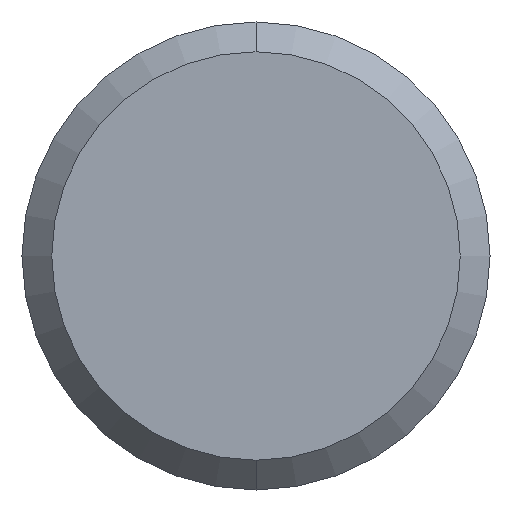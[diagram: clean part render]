
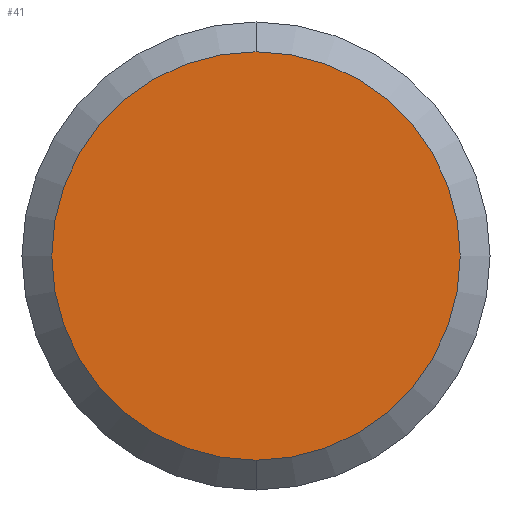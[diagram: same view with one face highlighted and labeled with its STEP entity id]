
A CAD part, front view. The second image highlights one B-rep face of the part: STEP entity #41.
In plain terms, the highlighted planar face has unit normal (0, -1, 0).
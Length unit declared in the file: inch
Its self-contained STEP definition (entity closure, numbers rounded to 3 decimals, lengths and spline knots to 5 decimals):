
#9 = DIRECTION ( 'NONE',  ( 0., 0., 1. ) ) ;
#10 = CIRCLE ( 'NONE', #216, 0.13733 ) ;
#37 = CIRCLE ( 'NONE', #120, 0.13733 ) ;
#39 = PLANE ( 'NONE',  #209 ) ;
#40 = DIRECTION ( 'NONE',  ( 0., 0., 1. ) ) ;
#41 = ADVANCED_FACE ( 'NONE', ( #177 ), #39, .F. ) ;
#59 = EDGE_CURVE ( 'NONE', #240, #129, #10, .T. ) ;
#92 = CARTESIAN_POINT ( 'NONE',  ( 0., 0., 0. ) ) ;
#99 = EDGE_LOOP ( 'NONE', ( #229, #207 ) ) ;
#101 = DIRECTION ( 'NONE',  ( 0., -1., 0. ) ) ;
#110 = DIRECTION ( 'NONE',  ( 0., 0., 1. ) ) ;
#120 = AXIS2_PLACEMENT_3D ( 'NONE', #170, #231, #110 ) ;
#127 = CARTESIAN_POINT ( 'NONE',  ( 0., 0., -0.13733 ) ) ;
#129 = VERTEX_POINT ( 'NONE', #127 ) ;
#170 = CARTESIAN_POINT ( 'NONE',  ( 0., 0., 0. ) ) ;
#176 = DIRECTION ( 'NONE',  ( 0., 1., 0. ) ) ;
#177 = FACE_OUTER_BOUND ( 'NONE', #99, .T. ) ;
#186 = CARTESIAN_POINT ( 'NONE',  ( 0., 0., 0. ) ) ;
#207 = ORIENTED_EDGE ( 'NONE', *, *, #258, .T. ) ;
#209 = AXIS2_PLACEMENT_3D ( 'NONE', #186, #176, #9 ) ;
#216 = AXIS2_PLACEMENT_3D ( 'NONE', #92, #101, #40 ) ;
#229 = ORIENTED_EDGE ( 'NONE', *, *, #59, .T. ) ;
#231 = DIRECTION ( 'NONE',  ( 0., -1., 0. ) ) ;
#240 = VERTEX_POINT ( 'NONE', #264 ) ;
#258 = EDGE_CURVE ( 'NONE', #129, #240, #37, .T. ) ;
#264 = CARTESIAN_POINT ( 'NONE',  ( 0., 0., 0.13733 ) ) ;
